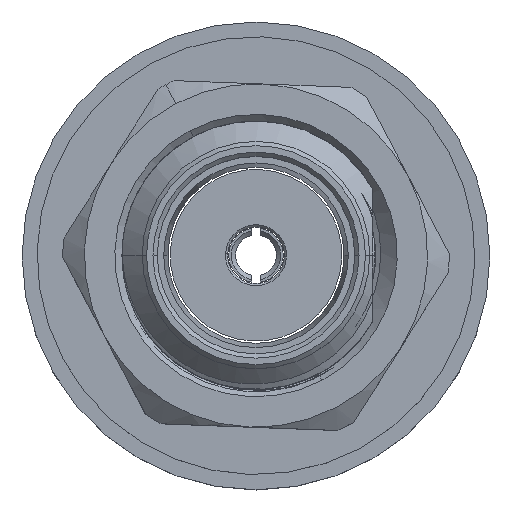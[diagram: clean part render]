
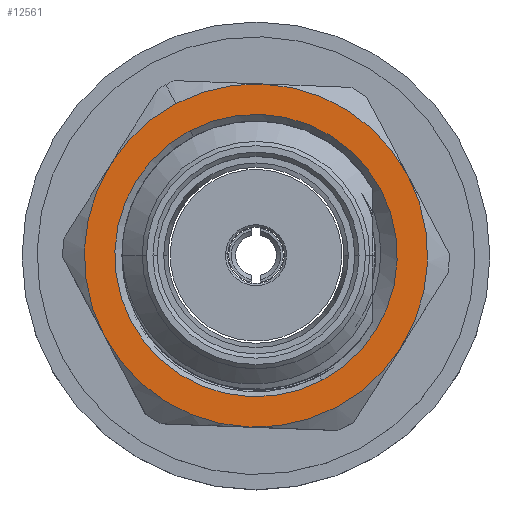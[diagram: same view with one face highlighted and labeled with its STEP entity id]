
A CAD part, top view. The second image highlights one B-rep face of the part: STEP entity #12561.
In plain terms, the highlighted planar face has unit normal (0, 0, 1).
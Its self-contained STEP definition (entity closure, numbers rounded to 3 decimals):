
#117 = CARTESIAN_POINT ( 'NONE',  ( 0., 0., 11.55 ) ) ;
#261 = DIRECTION ( 'NONE',  ( 0., 0., -1. ) ) ;
#899 = CARTESIAN_POINT ( 'NONE',  ( -1.867, 3.538, 11.55 ) ) ;
#918 = CARTESIAN_POINT ( 'NONE',  ( 0., 0., 11.55 ) ) ;
#1036 = ORIENTED_EDGE ( 'NONE', *, *, #3338, .F. ) ;
#1272 = DIRECTION ( 'NONE',  ( 0., 0., -1. ) ) ;
#1440 = PLANE ( 'NONE',  #4038 ) ;
#1590 = AXIS2_PLACEMENT_3D ( 'NONE', #11493, #1272, #12672 ) ;
#1604 = AXIS2_PLACEMENT_3D ( 'NONE', #2151, #8575, #16501 ) ;
#1812 = VERTEX_POINT ( 'NONE', #10839 ) ;
#1940 = CIRCLE ( 'NONE', #11381, 4. ) ;
#2151 = CARTESIAN_POINT ( 'NONE',  ( 0., 0., 11.55 ) ) ;
#2228 = EDGE_CURVE ( 'NONE', #1812, #6263, #1940, .T. ) ;
#2761 = DIRECTION ( 'NONE',  ( 0., 0., -1. ) ) ;
#3048 = CARTESIAN_POINT ( 'NONE',  ( 0., 0., 11.55 ) ) ;
#3338 = EDGE_CURVE ( 'NONE', #15787, #11861, #11941, .T. ) ;
#3554 = AXIS2_PLACEMENT_3D ( 'NONE', #6668, #261, #14588 ) ;
#3703 = VERTEX_POINT ( 'NONE', #5085 ) ;
#3888 = DIRECTION ( 'NONE',  ( 0., 0., -1. ) ) ;
#3944 = DIRECTION ( 'NONE',  ( 0., 0., 1. ) ) ;
#3962 = CARTESIAN_POINT ( 'NONE',  ( 0., 0., 11.55 ) ) ;
#4038 = AXIS2_PLACEMENT_3D ( 'NONE', #15505, #3944, #11899 ) ;
#4191 = EDGE_LOOP ( 'NONE', ( #15451, #1036, #8405, #15693, #8754, #16541, #12066 ) ) ;
#5085 = CARTESIAN_POINT ( 'NONE',  ( 1.536, -2.91, 11.55 ) ) ;
#5242 = DIRECTION ( 'NONE',  ( -0.467, 0.884, 0. ) ) ;
#5390 = FACE_BOUND ( 'NONE', #10831, .T. ) ;
#5644 = VERTEX_POINT ( 'NONE', #16305 ) ;
#5890 = CIRCLE ( 'NONE', #1590, 4. ) ;
#6244 = CARTESIAN_POINT ( 'NONE',  ( 0., 0., 11.55 ) ) ;
#6263 = VERTEX_POINT ( 'NONE', #15890 ) ;
#6646 = DIRECTION ( 'NONE',  ( -0.467, 0.884, 0. ) ) ;
#6668 = CARTESIAN_POINT ( 'NONE',  ( 0., 0., 11.55 ) ) ;
#6669 = EDGE_CURVE ( 'NONE', #11861, #7548, #11391, .T. ) ;
#7228 = AXIS2_PLACEMENT_3D ( 'NONE', #6244, #9964, #14924 ) ;
#7284 = AXIS2_PLACEMENT_3D ( 'NONE', #3048, #13180, #7956 ) ;
#7344 = CARTESIAN_POINT ( 'NONE',  ( 3.386, -2.13, 11.55 ) ) ;
#7548 = VERTEX_POINT ( 'NONE', #15664 ) ;
#7956 = DIRECTION ( 'NONE',  ( 0.467, -0.884, 0. ) ) ;
#8405 = ORIENTED_EDGE ( 'NONE', *, *, #16648, .F. ) ;
#8575 = DIRECTION ( 'NONE',  ( 0., 0., -1. ) ) ;
#8607 = DIRECTION ( 'NONE',  ( 0., 0., -1. ) ) ;
#8680 = VERTEX_POINT ( 'NONE', #899 ) ;
#8736 = DIRECTION ( 'NONE',  ( 0., 0., -1. ) ) ;
#8754 = ORIENTED_EDGE ( 'NONE', *, *, #15797, .F. ) ;
#9026 = EDGE_CURVE ( 'NONE', #12948, #8680, #13986, .T. ) ;
#9243 = AXIS2_PLACEMENT_3D ( 'NONE', #15748, #2761, #6646 ) ;
#9454 = AXIS2_PLACEMENT_3D ( 'NONE', #117, #8736, #15371 ) ;
#9964 = DIRECTION ( 'NONE',  ( 0., 0., -1. ) ) ;
#10269 = CIRCLE ( 'NONE', #9454, 3.29 ) ;
#10831 = EDGE_LOOP ( 'NONE', ( #14577, #15243 ) ) ;
#10839 = CARTESIAN_POINT ( 'NONE',  ( 0.152, 3.997, 11.55 ) ) ;
#11381 = AXIS2_PLACEMENT_3D ( 'NONE', #3962, #3888, #5242 ) ;
#11391 = CIRCLE ( 'NONE', #3554, 4. ) ;
#11493 = CARTESIAN_POINT ( 'NONE',  ( 0., 0., 11.55 ) ) ;
#11861 = VERTEX_POINT ( 'NONE', #14128 ) ;
#11899 = DIRECTION ( 'NONE',  ( 0.467, -0.884, 0. ) ) ;
#11941 = CIRCLE ( 'NONE', #9243, 4. ) ;
#12066 = ORIENTED_EDGE ( 'NONE', *, *, #16013, .F. ) ;
#12402 = CIRCLE ( 'NONE', #7284, 3.29 ) ;
#12487 = DIRECTION ( 'NONE',  ( -0.467, 0.884, 0. ) ) ;
#12561 = ADVANCED_FACE ( 'NONE', ( #5390, #15678 ), #1440, .T. ) ;
#12672 = DIRECTION ( 'NONE',  ( -0.467, 0.884, 0. ) ) ;
#12841 = EDGE_CURVE ( 'NONE', #3703, #5644, #12402, .T. ) ;
#12897 = CIRCLE ( 'NONE', #14243, 4. ) ;
#12948 = VERTEX_POINT ( 'NONE', #15173 ) ;
#13180 = DIRECTION ( 'NONE',  ( 0., 0., -1. ) ) ;
#13268 = EDGE_CURVE ( 'NONE', #5644, #3703, #10269, .T. ) ;
#13986 = CIRCLE ( 'NONE', #1604, 4. ) ;
#14128 = CARTESIAN_POINT ( 'NONE',  ( -0.152, -3.997, 11.55 ) ) ;
#14243 = AXIS2_PLACEMENT_3D ( 'NONE', #918, #8607, #12487 ) ;
#14577 = ORIENTED_EDGE ( 'NONE', *, *, #12841, .T. ) ;
#14588 = DIRECTION ( 'NONE',  ( -0.467, 0.884, 0. ) ) ;
#14924 = DIRECTION ( 'NONE',  ( -0.467, 0.884, 0. ) ) ;
#15173 = CARTESIAN_POINT ( 'NONE',  ( -3.386, 2.13, 11.55 ) ) ;
#15243 = ORIENTED_EDGE ( 'NONE', *, *, #13268, .T. ) ;
#15371 = DIRECTION ( 'NONE',  ( 0.467, -0.884, 0. ) ) ;
#15451 = ORIENTED_EDGE ( 'NONE', *, *, #6669, .F. ) ;
#15505 = CARTESIAN_POINT ( 'NONE',  ( 0., 0., 11.55 ) ) ;
#15664 = CARTESIAN_POINT ( 'NONE',  ( -3.538, -1.867, 11.55 ) ) ;
#15678 = FACE_OUTER_BOUND ( 'NONE', #4191, .T. ) ;
#15693 = ORIENTED_EDGE ( 'NONE', *, *, #2228, .F. ) ;
#15748 = CARTESIAN_POINT ( 'NONE',  ( 0., 0., 11.55 ) ) ;
#15787 = VERTEX_POINT ( 'NONE', #7344 ) ;
#15797 = EDGE_CURVE ( 'NONE', #8680, #1812, #15841, .T. ) ;
#15841 = CIRCLE ( 'NONE', #7228, 4. ) ;
#15890 = CARTESIAN_POINT ( 'NONE',  ( 3.538, 1.867, 11.55 ) ) ;
#16013 = EDGE_CURVE ( 'NONE', #7548, #12948, #12897, .T. ) ;
#16305 = CARTESIAN_POINT ( 'NONE',  ( -1.536, 2.91, 11.55 ) ) ;
#16501 = DIRECTION ( 'NONE',  ( -0.467, 0.884, 0. ) ) ;
#16541 = ORIENTED_EDGE ( 'NONE', *, *, #9026, .F. ) ;
#16648 = EDGE_CURVE ( 'NONE', #6263, #15787, #5890, .T. ) ;
